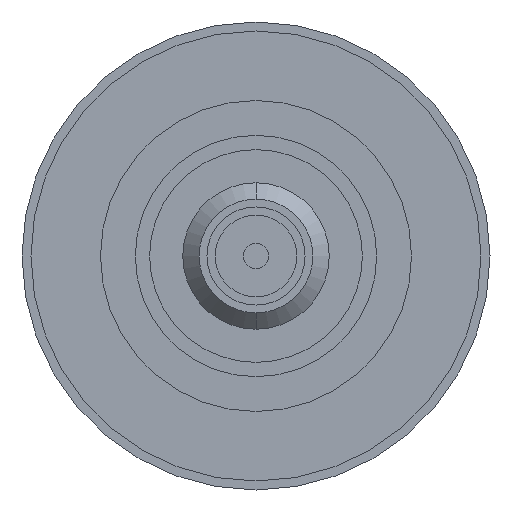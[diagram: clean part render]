
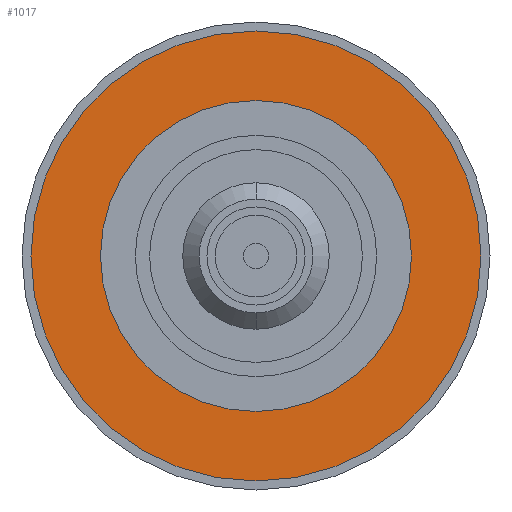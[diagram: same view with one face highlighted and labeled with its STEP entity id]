
A CAD part, front view. The second image highlights one B-rep face of the part: STEP entity #1017.
In plain terms, the highlighted planar face has unit normal (0, -1, 0).
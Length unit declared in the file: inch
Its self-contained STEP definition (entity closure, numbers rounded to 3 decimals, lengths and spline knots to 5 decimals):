
#834 = VERTEX_POINT ( 'NONE', #1983 ) ;
#836 = EDGE_CURVE ( 'NONE', #834, #839, #2042, .T. ) ;
#839 = VERTEX_POINT ( 'NONE', #2033 ) ;
#850 = VERTEX_POINT ( 'NONE', #2078 ) ;
#852 = EDGE_CURVE ( 'NONE', #850, #853, #2077, .T. ) ;
#853 = VERTEX_POINT ( 'NONE', #2072 ) ;
#996 = ORIENTED_EDGE ( 'NONE', *, *, #997, .F. ) ;
#997 = EDGE_CURVE ( 'NONE', #839, #834, #2269, .T. ) ;
#998 = ORIENTED_EDGE ( 'NONE', *, *, #836, .F. ) ;
#1017 = ADVANCED_FACE ( 'NONE', ( #2395, #2394 ), #2392, .F. ) ;
#1018 = EDGE_LOOP ( 'NONE', ( #1019, #1021 ) ) ;
#1019 = ORIENTED_EDGE ( 'NONE', *, *, #1020, .F. ) ;
#1020 = EDGE_CURVE ( 'NONE', #853, #850, #2358, .T. ) ;
#1021 = ORIENTED_EDGE ( 'NONE', *, *, #852, .F. ) ;
#1022 = EDGE_LOOP ( 'NONE', ( #996, #998 ) ) ;
#1983 = CARTESIAN_POINT ( 'NONE',  ( 0., 0., -0.19 ) ) ;
#2033 = CARTESIAN_POINT ( 'NONE',  ( 0., 0., 0.19 ) ) ;
#2038 = DIRECTION ( 'NONE',  ( 0., 0., 1. ) ) ;
#2039 = DIRECTION ( 'NONE',  ( 0., -1., 0. ) ) ;
#2040 = CARTESIAN_POINT ( 'NONE',  ( 0., 0., 0. ) ) ;
#2041 = AXIS2_PLACEMENT_3D ( 'NONE', #2040, #2039, #2038 ) ;
#2042 = CIRCLE ( 'NONE', #2041, 0.19 ) ;
#2072 = CARTESIAN_POINT ( 'NONE',  ( 0., 0., -0.275 ) ) ;
#2073 = DIRECTION ( 'NONE',  ( 0., 0., 1. ) ) ;
#2074 = DIRECTION ( 'NONE',  ( 0., 1., 0. ) ) ;
#2075 = CARTESIAN_POINT ( 'NONE',  ( 0., 0., 0. ) ) ;
#2076 = AXIS2_PLACEMENT_3D ( 'NONE', #2075, #2074, #2073 ) ;
#2077 = CIRCLE ( 'NONE', #2076, 0.275 ) ;
#2078 = CARTESIAN_POINT ( 'NONE',  ( 0., 0., 0.275 ) ) ;
#2267 = CARTESIAN_POINT ( 'NONE',  ( 0., 0., 0. ) ) ;
#2268 = AXIS2_PLACEMENT_3D ( 'NONE', #2267, #2330, #2329 ) ;
#2269 = CIRCLE ( 'NONE', #2268, 0.19 ) ;
#2329 = DIRECTION ( 'NONE',  ( 0., 0., 1. ) ) ;
#2330 = DIRECTION ( 'NONE',  ( 0., -1., 0. ) ) ;
#2355 = DIRECTION ( 'NONE',  ( 0., 0., 1. ) ) ;
#2356 = DIRECTION ( 'NONE',  ( 0., 1., 0. ) ) ;
#2357 = AXIS2_PLACEMENT_3D ( 'NONE', #2393, #2356, #2355 ) ;
#2358 = CIRCLE ( 'NONE', #2357, 0.275 ) ;
#2388 = DIRECTION ( 'NONE',  ( 0., 0., 1. ) ) ;
#2389 = DIRECTION ( 'NONE',  ( 0., 1., 0. ) ) ;
#2390 = CARTESIAN_POINT ( 'NONE',  ( 0., 0., 0. ) ) ;
#2391 = AXIS2_PLACEMENT_3D ( 'NONE', #2390, #2389, #2388 ) ;
#2392 = PLANE ( 'NONE',  #2391 ) ;
#2393 = CARTESIAN_POINT ( 'NONE',  ( 0., 0., 0. ) ) ;
#2394 = FACE_BOUND ( 'NONE', #1022, .T. ) ;
#2395 = FACE_OUTER_BOUND ( 'NONE', #1018, .T. ) ;
